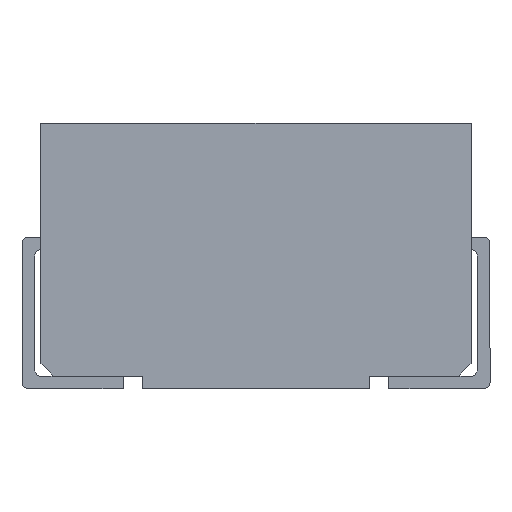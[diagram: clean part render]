
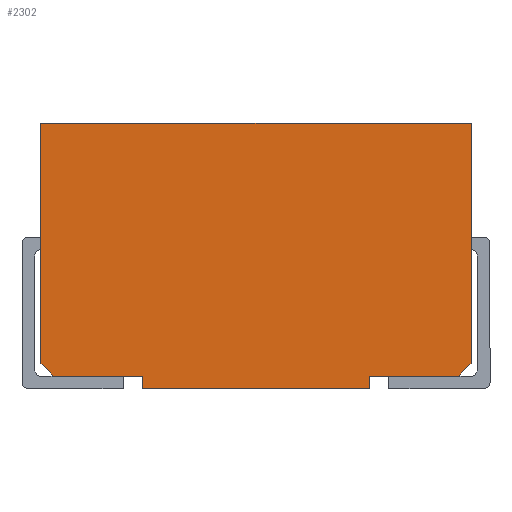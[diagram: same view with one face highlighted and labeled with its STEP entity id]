
A CAD part, front view. The second image highlights one B-rep face of the part: STEP entity #2302.
In plain terms, the highlighted planar face has unit normal (0, -1, 0).
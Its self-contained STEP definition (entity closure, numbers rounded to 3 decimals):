
#2175=CARTESIAN_POINT('',(1.7,-1.5,0.2));
#2176=VERTEX_POINT('',#2175);
#2183=CARTESIAN_POINT('',(1.6,-1.5,0.1));
#2184=VERTEX_POINT('',#2183);
#2185=CARTESIAN_POINT('',(1.7,-1.5,0.2));
#2186=DIRECTION('',(-0.707,0.0,-0.707));
#2187=VECTOR('',#2186,0.141);
#2188=LINE('',#2185,#2187);
#2189=EDGE_CURVE('',#2176,#2184,#2188,.T.);
#2206=CARTESIAN_POINT('',(0.9,-1.5,0.1));
#2207=VERTEX_POINT('',#2206);
#2208=CARTESIAN_POINT('',(0.9,-1.5,0.1));
#2209=DIRECTION('',(1.0,0.0,0.0));
#2210=VECTOR('',#2209,0.7);
#2211=LINE('',#2208,#2210);
#2212=EDGE_CURVE('',#2207,#2184,#2211,.T.);
#2231=CARTESIAN_POINT('',(1.7,-1.5,0.0));
#2232=DIRECTION('',(0.0,-1.0,0.0));
#2233=DIRECTION('',(0.0,0.0,-1.0));
#2234=AXIS2_PLACEMENT_3D('',#2231,#2232,#2233);
#2235=PLANE('',#2234);
#2236=ORIENTED_EDGE('',*,*,#2189,.F.);
#2237=CARTESIAN_POINT('',(1.7,-1.5,2.1));
#2238=VERTEX_POINT('',#2237);
#2239=CARTESIAN_POINT('',(1.7,-1.5,0.2));
#2240=DIRECTION('',(0.0,0.0,1.0));
#2241=VECTOR('',#2240,1.9);
#2242=LINE('',#2239,#2241);
#2243=EDGE_CURVE('',#2176,#2238,#2242,.T.);
#2244=ORIENTED_EDGE('',*,*,#2243,.T.);
#2245=CARTESIAN_POINT('',(-1.7,-1.5,2.1));
#2246=VERTEX_POINT('',#2245);
#2247=CARTESIAN_POINT('',(1.7,-1.5,2.1));
#2248=DIRECTION('',(-1.0,0.0,0.0));
#2249=VECTOR('',#2248,3.4);
#2250=LINE('',#2247,#2249);
#2251=EDGE_CURVE('',#2238,#2246,#2250,.T.);
#2252=ORIENTED_EDGE('',*,*,#2251,.T.);
#2253=CARTESIAN_POINT('',(-1.7,-1.5,0.2));
#2254=VERTEX_POINT('',#2253);
#2255=CARTESIAN_POINT('',(-1.7,-1.5,0.2));
#2256=DIRECTION('',(0.0,0.0,1.0));
#2257=VECTOR('',#2256,1.9);
#2258=LINE('',#2255,#2257);
#2259=EDGE_CURVE('',#2254,#2246,#2258,.T.);
#2260=ORIENTED_EDGE('',*,*,#2259,.F.);
#2261=CARTESIAN_POINT('',(-1.6,-1.5,0.1));
#2262=VERTEX_POINT('',#2261);
#2263=CARTESIAN_POINT('',(-1.6,-1.5,0.1));
#2264=DIRECTION('',(-0.707,0.0,0.707));
#2265=VECTOR('',#2264,0.141);
#2266=LINE('',#2263,#2265);
#2267=EDGE_CURVE('',#2262,#2254,#2266,.T.);
#2268=ORIENTED_EDGE('',*,*,#2267,.F.);
#2269=CARTESIAN_POINT('',(-0.9,-1.5,0.1));
#2270=VERTEX_POINT('',#2269);
#2271=CARTESIAN_POINT('',(-1.6,-1.5,0.1));
#2272=DIRECTION('',(1.0,0.0,0.0));
#2273=VECTOR('',#2272,0.7);
#2274=LINE('',#2271,#2273);
#2275=EDGE_CURVE('',#2262,#2270,#2274,.T.);
#2276=ORIENTED_EDGE('',*,*,#2275,.T.);
#2277=CARTESIAN_POINT('',(-0.9,-1.5,0.0));
#2278=VERTEX_POINT('',#2277);
#2279=CARTESIAN_POINT('',(-0.9,-1.5,0.1));
#2280=DIRECTION('',(0.0,0.0,-1.0));
#2281=VECTOR('',#2280,0.1);
#2282=LINE('',#2279,#2281);
#2283=EDGE_CURVE('',#2270,#2278,#2282,.T.);
#2284=ORIENTED_EDGE('',*,*,#2283,.T.);
#2285=CARTESIAN_POINT('',(0.9,-1.5,0.0));
#2286=VERTEX_POINT('',#2285);
#2287=CARTESIAN_POINT('',(0.9,-1.5,0.0));
#2288=DIRECTION('',(-1.0,0.0,0.0));
#2289=VECTOR('',#2288,1.8);
#2290=LINE('',#2287,#2289);
#2291=EDGE_CURVE('',#2286,#2278,#2290,.T.);
#2292=ORIENTED_EDGE('',*,*,#2291,.F.);
#2293=CARTESIAN_POINT('',(0.9,-1.5,0.0));
#2294=DIRECTION('',(0.0,0.0,1.0));
#2295=VECTOR('',#2294,0.1);
#2296=LINE('',#2293,#2295);
#2297=EDGE_CURVE('',#2286,#2207,#2296,.T.);
#2298=ORIENTED_EDGE('',*,*,#2297,.T.);
#2299=ORIENTED_EDGE('',*,*,#2212,.T.);
#2300=EDGE_LOOP('',(#2236,#2244,#2252,#2260,#2268,#2276,#2284,#2292,#2298,#2299));
#2301=FACE_OUTER_BOUND('',#2300,.T.);
#2302=ADVANCED_FACE('',(#2301),#2235,.T.);
